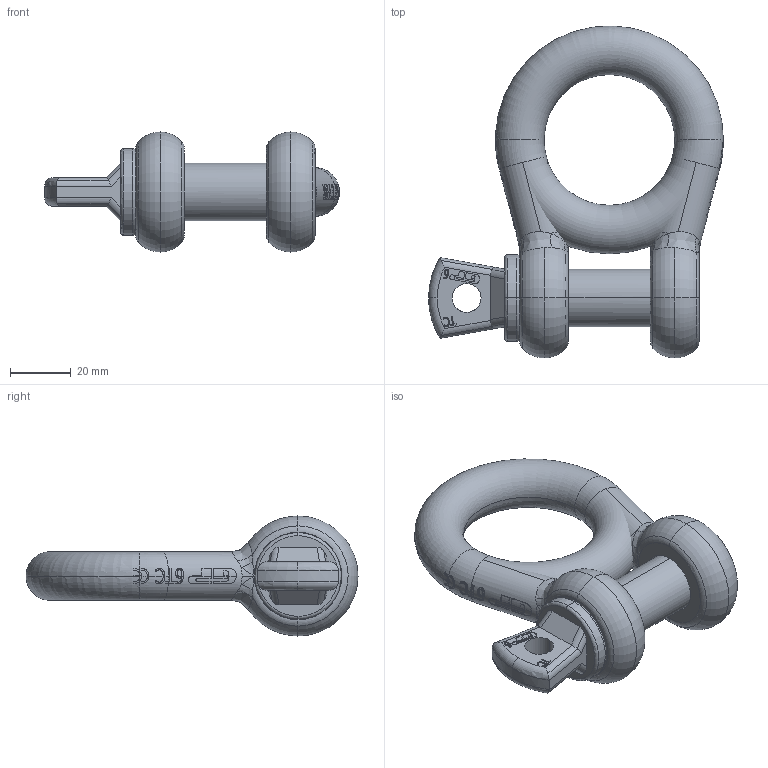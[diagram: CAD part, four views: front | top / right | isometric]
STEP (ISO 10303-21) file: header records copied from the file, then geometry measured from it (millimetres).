
FILE_DESCRIPTION(('STEP AP214'),'1');
FILE_NAME('gpghbb16.stp','2017-03-31T05:59:12',('TraceParts'),('TraceParts S.A.'),'Spatial InterOp 3D',' ',' ');
FILE_SCHEMA(('automotive_design'));
Length unit declared in the file: millimetre
Products named in the file (2): gpghbb16_1; gpghbb16_2
Bounding box: 97 x 109.24 x 39.5 mm (x, y, z)
Volume: 154649.2 mm3; surface area: 41962.4 mm2
Topology: 2 solids, 2 shells, 685 faces, 2257 edges, 1595 vertices
Faces by surface type: bspline 261, plane 227, cylinder 125, torus 69, cone 3
Entity records: 35289 total; most frequent: CARTESIAN_POINT 13626, ORIENTED_EDGE 4490, EDGE_CURVE 2245, DIRECTION 1655, VERTEX_POINT 1593, B_SPLINE_CURVE_WITH_KNOTS 1577, EDGE_LOOP 720, STYLED_ITEM 687
